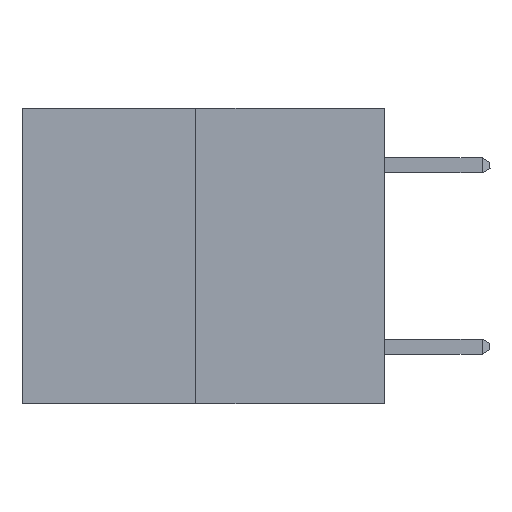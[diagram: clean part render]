
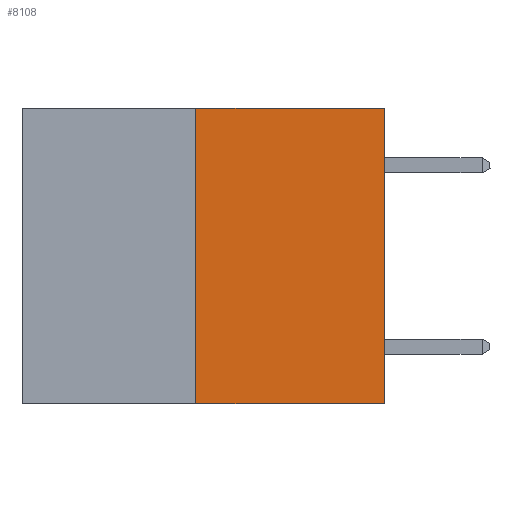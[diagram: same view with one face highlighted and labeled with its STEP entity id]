
A CAD part, left-side view. The second image highlights one B-rep face of the part: STEP entity #8108.
In plain terms, the highlighted planar face has unit normal (-1, 0, 0).
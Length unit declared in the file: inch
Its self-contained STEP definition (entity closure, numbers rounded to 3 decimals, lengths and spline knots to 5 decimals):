
#1108 = DIRECTION ( 'NONE',  ( 1., 0., 0. ) ) ;
#2794 = DIRECTION ( 'NONE',  ( 0., 0., 1. ) ) ;
#4161 = VERTEX_POINT ( 'NONE', #17668 ) ;
#4664 = CARTESIAN_POINT ( 'NONE',  ( 0., 0.6, 0. ) ) ;
#5040 = LINE ( 'NONE', #8165, #14010 ) ;
#5294 = LINE ( 'NONE', #4664, #14261 ) ;
#5486 = DIRECTION ( 'NONE',  ( 0., -1., 0. ) ) ;
#5684 = VECTOR ( 'NONE', #15873, 39.37008 ) ;
#5945 = ORIENTED_EDGE ( 'NONE', *, *, #19928, .T. ) ;
#6052 = ORIENTED_EDGE ( 'NONE', *, *, #13516, .F. ) ;
#8108 = ADVANCED_FACE ( 'NONE', ( #13452 ), #22569, .F. ) ;
#8165 = CARTESIAN_POINT ( 'NONE',  ( 0., 0., 0. ) ) ;
#9507 = CARTESIAN_POINT ( 'NONE',  ( 0., 0.312, -0.49 ) ) ;
#10056 = DIRECTION ( 'NONE',  ( 0., -1., 0. ) ) ;
#10420 = LINE ( 'NONE', #14063, #5684 ) ;
#11151 = CARTESIAN_POINT ( 'NONE',  ( 0., 0.312, 0. ) ) ;
#11346 = VECTOR ( 'NONE', #5486, 39.37008 ) ;
#11701 = AXIS2_PLACEMENT_3D ( 'NONE', #20672, #1108, #11860 ) ;
#11860 = DIRECTION ( 'NONE',  ( 0., 0., -1. ) ) ;
#12095 = EDGE_CURVE ( 'NONE', #14848, #4161, #18632, .T. ) ;
#13428 = EDGE_LOOP ( 'NONE', ( #6052, #15444, #5945, #20200 ) ) ;
#13452 = FACE_OUTER_BOUND ( 'NONE', #13428, .T. ) ;
#13516 = EDGE_CURVE ( 'NONE', #14848, #15786, #10420, .T. ) ;
#14010 = VECTOR ( 'NONE', #2794, 39.37008 ) ;
#14063 = CARTESIAN_POINT ( 'NONE',  ( 0., 0.312, -0.49 ) ) ;
#14261 = VECTOR ( 'NONE', #10056, 39.37008 ) ;
#14404 = CARTESIAN_POINT ( 'NONE',  ( 0., 0.6, -0.49 ) ) ;
#14848 = VERTEX_POINT ( 'NONE', #9507 ) ;
#15444 = ORIENTED_EDGE ( 'NONE', *, *, #12095, .T. ) ;
#15786 = VERTEX_POINT ( 'NONE', #11151 ) ;
#15873 = DIRECTION ( 'NONE',  ( 0., 0., 1. ) ) ;
#17668 = CARTESIAN_POINT ( 'NONE',  ( 0., 0., -0.49 ) ) ;
#18632 = LINE ( 'NONE', #14404, #11346 ) ;
#19024 = VERTEX_POINT ( 'NONE', #22719 ) ;
#19928 = EDGE_CURVE ( 'NONE', #4161, #19024, #5040, .T. ) ;
#20200 = ORIENTED_EDGE ( 'NONE', *, *, #20653, .F. ) ;
#20653 = EDGE_CURVE ( 'NONE', #15786, #19024, #5294, .T. ) ;
#20672 = CARTESIAN_POINT ( 'NONE',  ( 0., 0.6, 0. ) ) ;
#22569 = PLANE ( 'NONE',  #11701 ) ;
#22719 = CARTESIAN_POINT ( 'NONE',  ( 0., 0., 0. ) ) ;
